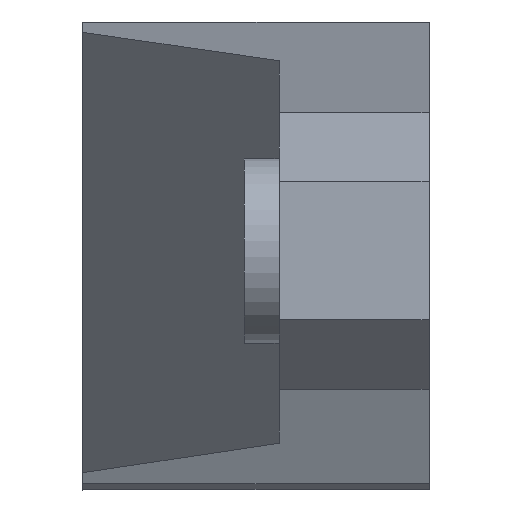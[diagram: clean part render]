
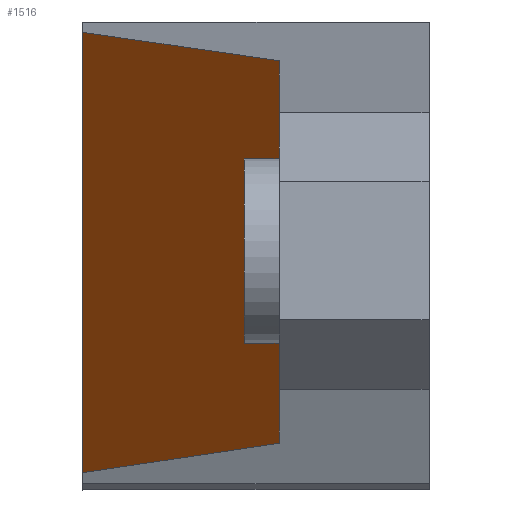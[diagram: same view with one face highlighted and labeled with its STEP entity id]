
A CAD part, left-side view. The second image highlights one B-rep face of the part: STEP entity #1516.
In plain terms, the highlighted planar face has unit normal (-0.611, 0.791, 0.001).
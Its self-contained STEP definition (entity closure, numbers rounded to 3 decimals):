
#91=PLANE('',#1626);
#159=FACE_OUTER_BOUND('',#246,.T.);
#246=EDGE_LOOP('',(#1403,#1404,#1405,#1406));
#299=LINE('',#2133,#483);
#417=LINE('',#2391,#601);
#422=LINE('',#2399,#606);
#425=LINE('',#2405,#609);
#483=VECTOR('',#1710,19.086);
#601=VECTOR('',#1924,13.137);
#606=VECTOR('',#1931,13.137);
#609=VECTOR('',#1940,10.);
#696=VERTEX_POINT('',#2130);
#697=VERTEX_POINT('',#2132);
#789=VERTEX_POINT('',#2389);
#791=VERTEX_POINT('',#2395);
#843=EDGE_CURVE('',#696,#697,#299,.T.);
#977=EDGE_CURVE('',#789,#696,#417,.T.);
#982=EDGE_CURVE('',#791,#697,#422,.T.);
#985=EDGE_CURVE('',#789,#791,#425,.F.);
#1403=ORIENTED_EDGE('',*,*,#843,.F.);
#1404=ORIENTED_EDGE('',*,*,#977,.F.);
#1405=ORIENTED_EDGE('',*,*,#985,.T.);
#1406=ORIENTED_EDGE('',*,*,#982,.T.);
#1516=ADVANCED_FACE('',(#159),#91,.T.);
#1626=AXIS2_PLACEMENT_3D('',#2440,#1996,#1997);
#1710=DIRECTION('',(0.002,0.,1.));
#1924=DIRECTION('',(0.788,0.609,-0.092));
#1931=DIRECTION('',(0.788,0.609,0.088));
#1940=DIRECTION('',(-0.002,0.,-1.));
#1996=DIRECTION('center_axis',(-0.611,0.791,0.001));
#1997=DIRECTION('ref_axis',(-0.791,-0.611,0.002));
#2130=CARTESIAN_POINT('',(-3.999,7.5,0.466));
#2132=CARTESIAN_POINT('',(-3.957,7.5,19.552));
#2133=CARTESIAN_POINT('',(-3.999,7.5,0.466));
#2389=CARTESIAN_POINT('',(-14.996,-1.,1.747));
#2391=CARTESIAN_POINT('',(-14.349,-0.5,1.672));
#2395=CARTESIAN_POINT('',(-14.96,-1.,18.318));
#2399=CARTESIAN_POINT('',(-14.313,-0.5,18.391));
#2405=CARTESIAN_POINT('',(-14.107,-1.,410.032));
#2440=CARTESIAN_POINT('Origin',(-47.562,-26.852,410.105));
